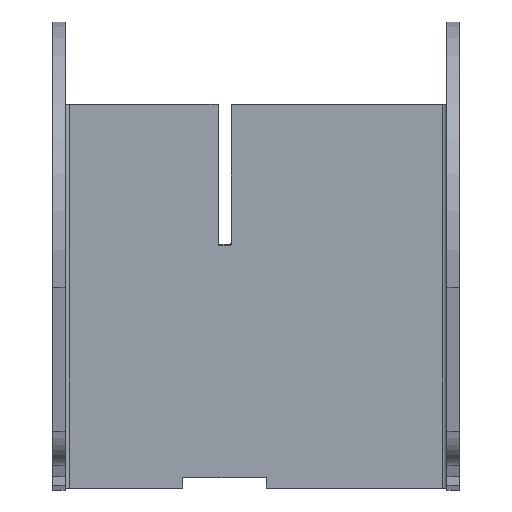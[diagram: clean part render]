
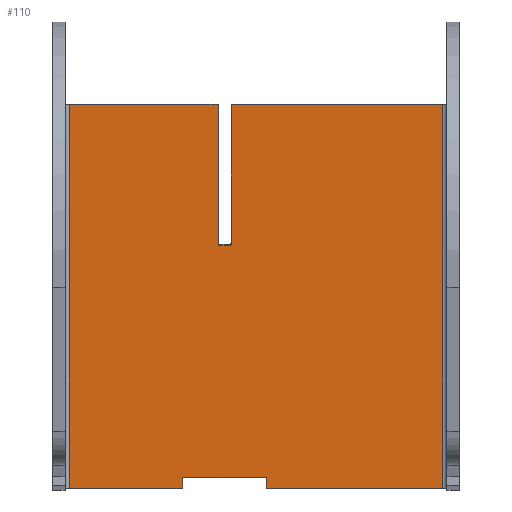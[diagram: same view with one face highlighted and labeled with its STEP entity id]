
A CAD part, top view. The second image highlights one B-rep face of the part: STEP entity #110.
In plain terms, the highlighted planar face has unit normal (0, -0.049, 0.999).
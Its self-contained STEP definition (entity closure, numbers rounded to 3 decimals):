
#110=ADVANCED_FACE('',(#185),#149,.T.);
#149=PLANE('',#1045);
#185=FACE_OUTER_BOUND('',#229,.T.);
#229=EDGE_LOOP('',(#454,#455,#456,#457,#458,#459,#460,#461,#462,#463,#464,
#465,#466,#467));
#279=CIRCLE('',#1043,0.2);
#280=CIRCLE('',#1044,0.2);
#454=ORIENTED_EDGE('',*,*,#761,.F.);
#455=ORIENTED_EDGE('',*,*,#657,.T.);
#456=ORIENTED_EDGE('',*,*,#762,.F.);
#457=ORIENTED_EDGE('',*,*,#660,.F.);
#458=ORIENTED_EDGE('',*,*,#763,.F.);
#459=ORIENTED_EDGE('',*,*,#764,.T.);
#460=ORIENTED_EDGE('',*,*,#765,.F.);
#461=ORIENTED_EDGE('',*,*,#691,.F.);
#462=ORIENTED_EDGE('',*,*,#766,.F.);
#463=ORIENTED_EDGE('',*,*,#741,.T.);
#464=ORIENTED_EDGE('',*,*,#767,.T.);
#465=ORIENTED_EDGE('',*,*,#768,.T.);
#466=ORIENTED_EDGE('',*,*,#769,.F.);
#467=ORIENTED_EDGE('',*,*,#770,.T.);
#559=VERTEX_POINT('',#1338);
#565=VERTEX_POINT('',#1350);
#568=VERTEX_POINT('',#1357);
#569=VERTEX_POINT('',#1359);
#592=VERTEX_POINT('',#1422);
#593=VERTEX_POINT('',#1423);
#628=VERTEX_POINT('',#1519);
#629=VERTEX_POINT('',#1521);
#640=VERTEX_POINT('',#1564);
#641=VERTEX_POINT('',#1567);
#642=VERTEX_POINT('',#1569);
#643=VERTEX_POINT('',#1573);
#644=VERTEX_POINT('',#1575);
#645=VERTEX_POINT('',#1577);
#657=EDGE_CURVE('',#559,#565,#791,.T.);
#660=EDGE_CURVE('',#568,#569,#794,.T.);
#691=EDGE_CURVE('',#592,#593,#819,.T.);
#741=EDGE_CURVE('',#629,#628,#859,.T.);
#761=EDGE_CURVE('',#559,#640,#869,.T.);
#762=EDGE_CURVE('',#569,#565,#870,.T.);
#763=EDGE_CURVE('',#641,#568,#871,.T.);
#764=EDGE_CURVE('',#641,#642,#872,.T.);
#765=EDGE_CURVE('',#593,#642,#873,.T.);
#766=EDGE_CURVE('',#629,#592,#874,.T.);
#767=EDGE_CURVE('',#628,#643,#875,.T.);
#768=EDGE_CURVE('',#643,#644,#279,.T.);
#769=EDGE_CURVE('',#645,#644,#876,.T.);
#770=EDGE_CURVE('',#645,#640,#280,.T.);
#791=LINE('',#1351,#891);
#794=LINE('',#1358,#894);
#819=LINE('',#1421,#919);
#859=LINE('',#1520,#959);
#869=LINE('',#1563,#969);
#870=LINE('',#1565,#970);
#871=LINE('',#1566,#971);
#872=LINE('',#1568,#972);
#873=LINE('',#1570,#973);
#874=LINE('',#1571,#974);
#875=LINE('',#1572,#975);
#876=LINE('',#1576,#976);
#891=VECTOR('',#1080,1.);
#894=VECTOR('',#1085,1.);
#919=VECTOR('',#1140,1.);
#959=VECTOR('',#1224,1.);
#969=VECTOR('',#1266,1.);
#970=VECTOR('',#1267,1.);
#971=VECTOR('',#1268,1.);
#972=VECTOR('',#1269,1.);
#973=VECTOR('',#1270,1.);
#974=VECTOR('',#1271,1.);
#975=VECTOR('',#1272,1.);
#976=VECTOR('',#1275,1.);
#1043=AXIS2_PLACEMENT_3D('',#1574,#1273,#1274);
#1044=AXIS2_PLACEMENT_3D('',#1578,#1276,#1277);
#1045=AXIS2_PLACEMENT_3D('',#1579,#1278,#1279);
#1080=DIRECTION('',(-1.,0.,0.));
#1085=DIRECTION('',(-1.,0.,0.));
#1140=DIRECTION('',(-1.,0.,0.));
#1224=DIRECTION('',(-1.,0.,0.));
#1266=DIRECTION('',(0.,-0.999,-0.049));
#1267=DIRECTION('',(0.,0.999,0.049));
#1268=DIRECTION('',(0.,-0.999,-0.049));
#1269=DIRECTION('',(1.,0.,0.));
#1270=DIRECTION('',(0.,0.999,0.049));
#1271=DIRECTION('',(0.,-0.999,-0.049));
#1272=DIRECTION('',(0.,-0.999,-0.049));
#1273=DIRECTION('',(0.,0.049,-0.999));
#1274=DIRECTION('',(0.,-0.999,-0.049));
#1275=DIRECTION('',(1.,0.,0.));
#1276=DIRECTION('',(0.,0.049,-0.999));
#1277=DIRECTION('',(0.,-0.999,-0.049));
#1278=DIRECTION('',(0.,-0.049,0.999));
#1279=DIRECTION('',(0.,-0.999,-0.049));
#1338=CARTESIAN_POINT('',(-1.55,33.853,-20.373));
#1350=CARTESIAN_POINT('',(-37.,33.853,-20.373));
#1351=CARTESIAN_POINT('',(53.,33.853,-20.373));
#1357=CARTESIAN_POINT('',(-10.,-57.51,-24.835));
#1358=CARTESIAN_POINT('',(53.,-57.51,-24.835));
#1359=CARTESIAN_POINT('',(-37.,-57.51,-24.835));
#1421=CARTESIAN_POINT('',(53.,-57.51,-24.835));
#1422=CARTESIAN_POINT('',(52.,-57.51,-24.835));
#1423=CARTESIAN_POINT('',(10.,-57.51,-24.835));
#1519=CARTESIAN_POINT('',(1.55,33.853,-20.373));
#1520=CARTESIAN_POINT('',(53.,33.853,-20.373));
#1521=CARTESIAN_POINT('',(52.,33.853,-20.373));
#1563=CARTESIAN_POINT('',(-1.55,-57.51,-24.835));
#1564=CARTESIAN_POINT('',(-1.55,0.62,-21.996));
#1565=CARTESIAN_POINT('',(-37.,-57.51,-24.835));
#1566=CARTESIAN_POINT('',(-10.,-57.51,-24.835));
#1567=CARTESIAN_POINT('',(-10.,-55.013,-24.713));
#1568=CARTESIAN_POINT('',(53.,-55.013,-24.713));
#1569=CARTESIAN_POINT('',(10.,-55.013,-24.713));
#1570=CARTESIAN_POINT('',(10.,-57.51,-24.835));
#1571=CARTESIAN_POINT('',(52.,-57.51,-24.835));
#1572=CARTESIAN_POINT('',(1.55,-57.51,-24.835));
#1573=CARTESIAN_POINT('',(1.55,0.62,-21.996));
#1574=CARTESIAN_POINT('',(1.35,0.62,-21.996));
#1575=CARTESIAN_POINT('',(1.35,0.421,-22.006));
#1576=CARTESIAN_POINT('',(53.,0.421,-22.006));
#1577=CARTESIAN_POINT('',(-1.35,0.421,-22.006));
#1578=CARTESIAN_POINT('',(-1.35,0.62,-21.996));
#1579=CARTESIAN_POINT('',(53.,-57.51,-24.835));
